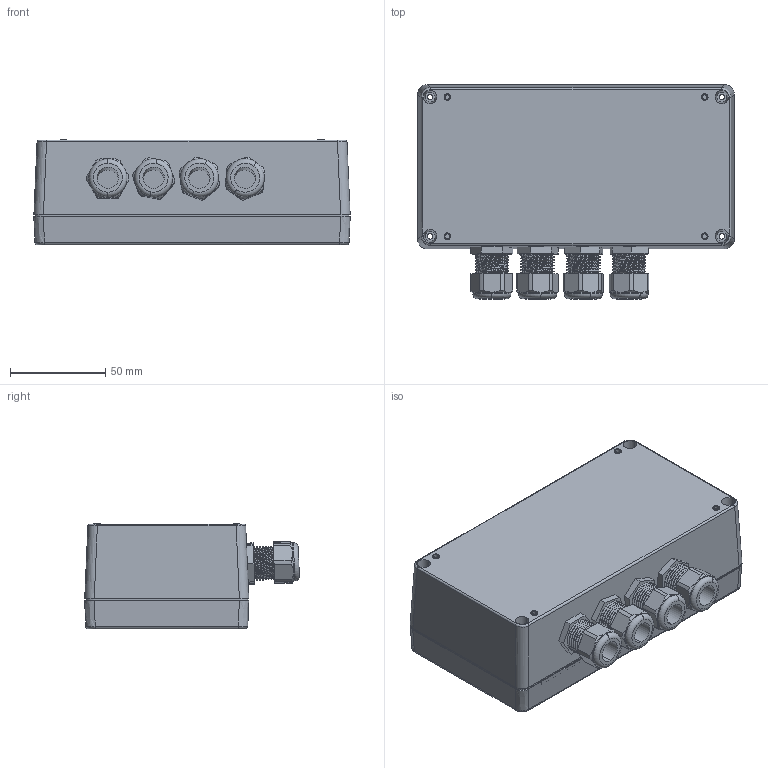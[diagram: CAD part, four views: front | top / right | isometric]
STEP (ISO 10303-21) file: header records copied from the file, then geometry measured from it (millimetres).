
FILE_DESCRIPTION (( 'STEP AP203' ), '1' );
FILE_NAME ('Assem1.step', '2023-10-23T14:27:36', ( '' ), ( '' ), 'SwSTEP 2.0', 'SolidWorks 2022', '' );
FILE_SCHEMA (( 'CONFIG_CONTROL_DESIGN' ));
Length unit declared in the file: millimetre
Products named in the file (4): RLSW6_2; Cable gland PG9; Assem1; RLSW6_1
Assembly tree (6 placements, depth 2):
  Assem1
    RLSW6_2
    RLSW6_1
    Cable gland PG9  x4
Bounding box: 166 x 112.67 x 55.5 mm (x, y, z)
Volume: 167939.4 mm3; surface area: 130208.2 mm2
Topology: 6 solids, 6 shells, 721 faces, 1742 edges, 1104 vertices
Faces by surface type: bspline 505, cylinder 116, plane 68, cone 24, torus 8
Entity records: 25505 total; most frequent: CARTESIAN_POINT 15158, ORIENTED_EDGE 2628, EDGE_CURVE 1314, DIRECTION 1158, VERTEX_POINT 834, EDGE_LOOP 652, FACE_OUTER_BOUND 556, ADVANCED_FACE 556
